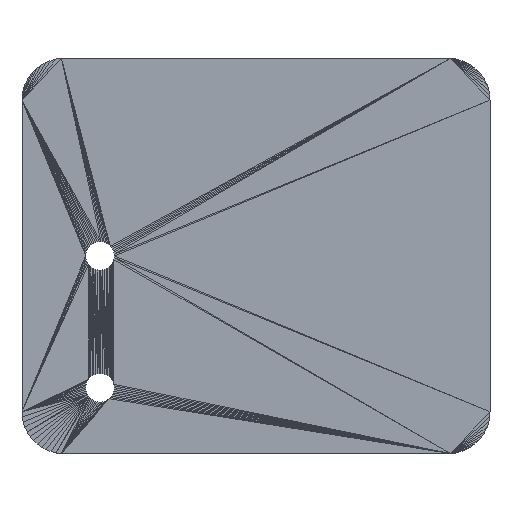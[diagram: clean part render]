
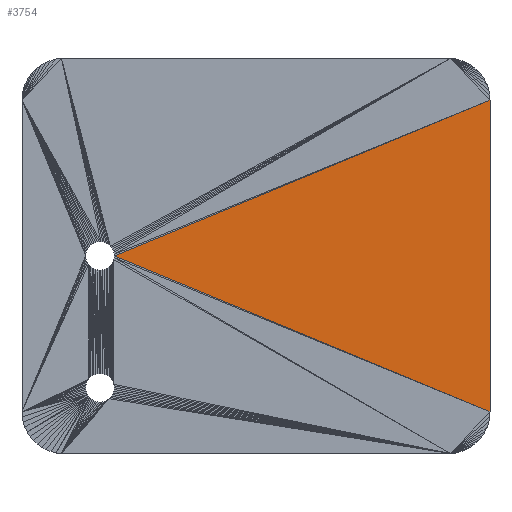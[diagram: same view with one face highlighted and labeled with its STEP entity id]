
A CAD part, top view. The second image highlights one B-rep face of the part: STEP entity #3754.
In plain terms, the highlighted planar face has unit normal (0, 0, 1).
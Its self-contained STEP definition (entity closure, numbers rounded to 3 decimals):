
#2973 = VERTEX_POINT('',#2974);
#2974 = CARTESIAN_POINT('',(27.81,18.498,8.));
#3279 = PLANE('',#3280);
#3280 = AXIS2_PLACEMENT_3D('',#3281,#3282,#3283);
#3281 = CARTESIAN_POINT('',(5.432,9.282,8.));
#3282 = DIRECTION('',(0.,0.,1.));
#3283 = DIRECTION('',(1.,0.,-0.));
#3702 = VERTEX_POINT('',#3703);
#3703 = CARTESIAN_POINT('',(-16.84,0.,8.));
#3729 = EDGE_CURVE('',#2973,#3702,#3730,.T.);
#3730 = SURFACE_CURVE('',#3731,(#3735,#3742),.PCURVE_S1.);
#3731 = LINE('',#3732,#3733);
#3732 = CARTESIAN_POINT('',(27.81,18.498,8.));
#3733 = VECTOR('',#3734,1.);
#3734 = DIRECTION('',(-0.924,-0.383,0.));
#3735 = PCURVE('',#3279,#3736);
#3736 = DEFINITIONAL_REPRESENTATION('',(#3737),#3741);
#3737 = LINE('',#3738,#3739);
#3738 = CARTESIAN_POINT('',(22.378,9.216));
#3739 = VECTOR('',#3740,1.);
#3740 = DIRECTION('',(-0.924,-0.383));
#3741 = ( GEOMETRIC_REPRESENTATION_CONTEXT(2) 
PARAMETRIC_REPRESENTATION_CONTEXT() REPRESENTATION_CONTEXT('2D SPACE',''
  ) );
#3742 = PCURVE('',#3743,#3748);
#3743 = PLANE('',#3744);
#3744 = AXIS2_PLACEMENT_3D('',#3745,#3746,#3747);
#3745 = CARTESIAN_POINT('',(11.665,0.,8.));
#3746 = DIRECTION('',(0.,0.,1.));
#3747 = DIRECTION('',(1.,0.,-0.));
#3748 = DEFINITIONAL_REPRESENTATION('',(#3749),#3753);
#3749 = LINE('',#3750,#3751);
#3750 = CARTESIAN_POINT('',(16.145,18.498));
#3751 = VECTOR('',#3752,1.);
#3752 = DIRECTION('',(-0.924,-0.383));
#3753 = ( GEOMETRIC_REPRESENTATION_CONTEXT(2) 
PARAMETRIC_REPRESENTATION_CONTEXT() REPRESENTATION_CONTEXT('2D SPACE',''
  ) );
#3754 = ADVANCED_FACE('',(#3755),#3743,.T.);
#3755 = FACE_BOUND('',#3756,.T.);
#3756 = EDGE_LOOP('',(#3757,#3758,#3786));
#3757 = ORIENTED_EDGE('',*,*,#3729,.T.);
#3758 = ORIENTED_EDGE('',*,*,#3759,.T.);
#3759 = EDGE_CURVE('',#3702,#3760,#3762,.T.);
#3760 = VERTEX_POINT('',#3761);
#3761 = CARTESIAN_POINT('',(27.81,-18.498,8.));
#3762 = SURFACE_CURVE('',#3763,(#3767,#3774),.PCURVE_S1.);
#3763 = LINE('',#3764,#3765);
#3764 = CARTESIAN_POINT('',(-16.84,0.,8.));
#3765 = VECTOR('',#3766,1.);
#3766 = DIRECTION('',(0.924,-0.383,0.));
#3767 = PCURVE('',#3743,#3768);
#3768 = DEFINITIONAL_REPRESENTATION('',(#3769),#3773);
#3769 = LINE('',#3770,#3771);
#3770 = CARTESIAN_POINT('',(-28.505,0.));
#3771 = VECTOR('',#3772,1.);
#3772 = DIRECTION('',(0.924,-0.383));
#3773 = ( GEOMETRIC_REPRESENTATION_CONTEXT(2) 
PARAMETRIC_REPRESENTATION_CONTEXT() REPRESENTATION_CONTEXT('2D SPACE',''
  ) );
#3774 = PCURVE('',#3775,#3780);
#3775 = PLANE('',#3776);
#3776 = AXIS2_PLACEMENT_3D('',#3777,#3778,#3779);
#3777 = CARTESIAN_POINT('',(5.432,-9.282,8.));
#3778 = DIRECTION('',(0.,0.,1.));
#3779 = DIRECTION('',(1.,0.,-0.));
#3780 = DEFINITIONAL_REPRESENTATION('',(#3781),#3785);
#3781 = LINE('',#3782,#3783);
#3782 = CARTESIAN_POINT('',(-22.272,9.282));
#3783 = VECTOR('',#3784,1.);
#3784 = DIRECTION('',(0.924,-0.383));
#3785 = ( GEOMETRIC_REPRESENTATION_CONTEXT(2) 
PARAMETRIC_REPRESENTATION_CONTEXT() REPRESENTATION_CONTEXT('2D SPACE',''
  ) );
#3786 = ORIENTED_EDGE('',*,*,#3787,.T.);
#3787 = EDGE_CURVE('',#3760,#2973,#3788,.T.);
#3788 = SURFACE_CURVE('',#3789,(#3793,#3800),.PCURVE_S1.);
#3789 = LINE('',#3790,#3791);
#3790 = CARTESIAN_POINT('',(27.81,-18.498,8.));
#3791 = VECTOR('',#3792,1.);
#3792 = DIRECTION('',(0.,1.,0.));
#3793 = PCURVE('',#3743,#3794);
#3794 = DEFINITIONAL_REPRESENTATION('',(#3795),#3799);
#3795 = LINE('',#3796,#3797);
#3796 = CARTESIAN_POINT('',(16.145,-18.498));
#3797 = VECTOR('',#3798,1.);
#3798 = DIRECTION('',(0.,1.));
#3799 = ( GEOMETRIC_REPRESENTATION_CONTEXT(2) 
PARAMETRIC_REPRESENTATION_CONTEXT() REPRESENTATION_CONTEXT('2D SPACE',''
  ) );
#3800 = PCURVE('',#3801,#3806);
#3801 = PLANE('',#3802);
#3802 = AXIS2_PLACEMENT_3D('',#3803,#3804,#3805);
#3803 = CARTESIAN_POINT('',(27.81,1.786,
    5.786));
#3804 = DIRECTION('',(1.,0.,0.));
#3805 = DIRECTION('',(0.,0.,1.));
#3806 = DEFINITIONAL_REPRESENTATION('',(#3807),#3811);
#3807 = LINE('',#3808,#3809);
#3808 = CARTESIAN_POINT('',(2.214,20.285));
#3809 = VECTOR('',#3810,1.);
#3810 = DIRECTION('',(0.,-1.));
#3811 = ( GEOMETRIC_REPRESENTATION_CONTEXT(2) 
PARAMETRIC_REPRESENTATION_CONTEXT() REPRESENTATION_CONTEXT('2D SPACE',''
  ) );
